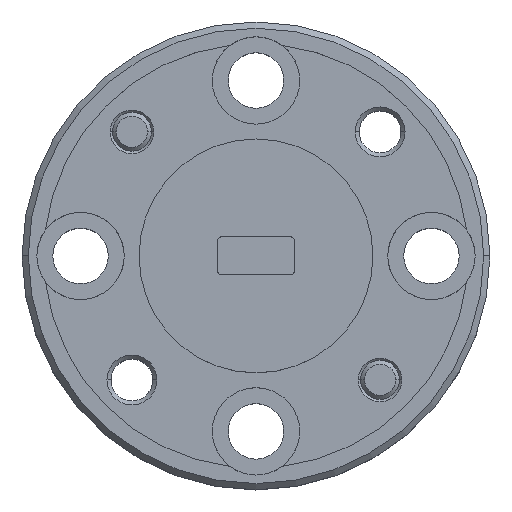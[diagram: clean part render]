
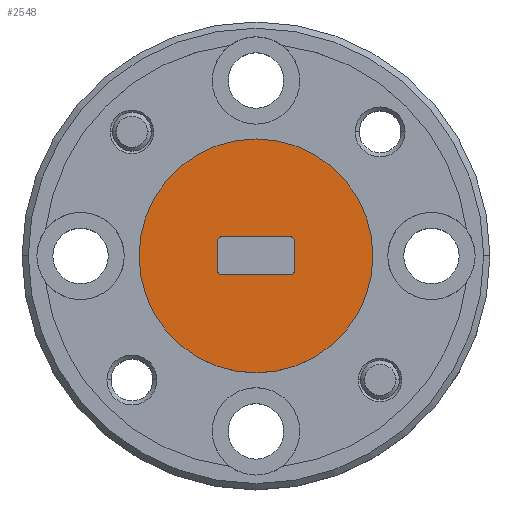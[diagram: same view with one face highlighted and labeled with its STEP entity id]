
A CAD part, top view. The second image highlights one B-rep face of the part: STEP entity #2548.
In plain terms, the highlighted planar face has unit normal (0, 0, 1).
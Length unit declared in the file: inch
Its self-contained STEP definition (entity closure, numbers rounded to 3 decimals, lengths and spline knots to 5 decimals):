
#4 = PLANE ( 'NONE',  #616 ) ;
#39 = DIRECTION ( 'NONE',  ( 0., 0., 1. ) ) ;
#79 = VERTEX_POINT ( 'NONE', #3258 ) ;
#241 = CIRCLE ( 'NONE', #3231, 0.1875 ) ;
#347 = DIRECTION ( 'NONE',  ( 0., 0., -1. ) ) ;
#351 = CIRCLE ( 'NONE', #1124, 0.005 ) ;
#387 = CIRCLE ( 'NONE', #2434, 0.005 ) ;
#407 = CARTESIAN_POINT ( 'NONE',  ( 0.061, -0.0255, 0. ) ) ;
#531 = VECTOR ( 'NONE', #5201, 39.37008 ) ;
#563 = DIRECTION ( 'NONE',  ( -1., 0., 0. ) ) ;
#589 = DIRECTION ( 'NONE',  ( 0., 0., -1. ) ) ;
#616 = AXIS2_PLACEMENT_3D ( 'NONE', #1181, #780, #2911 ) ;
#645 = DIRECTION ( 'NONE',  ( 1., 0., 0. ) ) ;
#693 = AXIS2_PLACEMENT_3D ( 'NONE', #2800, #4335, #1536 ) ;
#750 = ORIENTED_EDGE ( 'NONE', *, *, #1706, .F. ) ;
#780 = DIRECTION ( 'NONE',  ( 0., 0., 1. ) ) ;
#784 = CIRCLE ( 'NONE', #3755, 0.005 ) ;
#964 = CARTESIAN_POINT ( 'NONE',  ( -0.061, -0.0305, 0. ) ) ;
#1015 = DIRECTION ( 'NONE',  ( 0., 1., 0. ) ) ;
#1124 = AXIS2_PLACEMENT_3D ( 'NONE', #3299, #347, #1979 ) ;
#1181 = CARTESIAN_POINT ( 'NONE',  ( 0., 0., 0. ) ) ;
#1276 = DIRECTION ( 'NONE',  ( 1., 0., 0. ) ) ;
#1381 = CIRCLE ( 'NONE', #1989, 0.1875 ) ;
#1383 = CARTESIAN_POINT ( 'NONE',  ( 0.061, 0.0255, 0. ) ) ;
#1429 = VERTEX_POINT ( 'NONE', #2956 ) ;
#1488 = CARTESIAN_POINT ( 'NONE',  ( -0.056, 0.0305, 0. ) ) ;
#1536 = DIRECTION ( 'NONE',  ( 1., 0., 0. ) ) ;
#1666 = CARTESIAN_POINT ( 'NONE',  ( 0.056, 0.0305, 0. ) ) ;
#1706 = EDGE_CURVE ( 'NONE', #3257, #3718, #3379, .T. ) ;
#1736 = CARTESIAN_POINT ( 'NONE',  ( 0.056, -0.0305, 0. ) ) ;
#1760 = CARTESIAN_POINT ( 'NONE',  ( 0.061, -0.0305, 0. ) ) ;
#1782 = ORIENTED_EDGE ( 'NONE', *, *, #1798, .T. ) ;
#1798 = EDGE_CURVE ( 'NONE', #3257, #1429, #351, .T. ) ;
#1979 = DIRECTION ( 'NONE',  ( 1., 0., 0. ) ) ;
#1989 = AXIS2_PLACEMENT_3D ( 'NONE', #4519, #39, #2063 ) ;
#1997 = ORIENTED_EDGE ( 'NONE', *, *, #2256, .T. ) ;
#2037 = EDGE_CURVE ( 'NONE', #3084, #3718, #3420, .T. ) ;
#2063 = DIRECTION ( 'NONE',  ( 1., 0., 0. ) ) ;
#2076 = ORIENTED_EDGE ( 'NONE', *, *, #3917, .T. ) ;
#2165 = DIRECTION ( 'NONE',  ( 1., 0., 0. ) ) ;
#2215 = CARTESIAN_POINT ( 'NONE',  ( -0.061, 0.0305, 0. ) ) ;
#2256 = EDGE_CURVE ( 'NONE', #4067, #3201, #784, .T. ) ;
#2434 = AXIS2_PLACEMENT_3D ( 'NONE', #4987, #589, #645 ) ;
#2500 = ORIENTED_EDGE ( 'NONE', *, *, #3365, .T. ) ;
#2548 = ADVANCED_FACE ( 'NONE', ( #4079, #2836 ), #4, .T. ) ;
#2571 = CARTESIAN_POINT ( 'NONE',  ( 0., 0., 0. ) ) ;
#2609 = EDGE_LOOP ( 'NONE', ( #2076, #2500 ) ) ;
#2723 = VERTEX_POINT ( 'NONE', #5081 ) ;
#2750 = CARTESIAN_POINT ( 'NONE',  ( -0.056, -0.0305, 0. ) ) ;
#2800 = CARTESIAN_POINT ( 'NONE',  ( 0.056, -0.0255, 0. ) ) ;
#2812 = VERTEX_POINT ( 'NONE', #1666 ) ;
#2836 = FACE_OUTER_BOUND ( 'NONE', #2609, .T. ) ;
#2911 = DIRECTION ( 'NONE',  ( 1., 0., 0. ) ) ;
#2956 = CARTESIAN_POINT ( 'NONE',  ( -0.061, -0.0255, 0. ) ) ;
#3046 = LINE ( 'NONE', #964, #531 ) ;
#3084 = VERTEX_POINT ( 'NONE', #407 ) ;
#3101 = LINE ( 'NONE', #1760, #5037 ) ;
#3201 = VERTEX_POINT ( 'NONE', #1488 ) ;
#3231 = AXIS2_PLACEMENT_3D ( 'NONE', #2571, #4120, #4969 ) ;
#3257 = VERTEX_POINT ( 'NONE', #2750 ) ;
#3258 = CARTESIAN_POINT ( 'NONE',  ( -0.1875, 0., 0. ) ) ;
#3299 = CARTESIAN_POINT ( 'NONE',  ( -0.056, -0.0255, 0. ) ) ;
#3365 = EDGE_CURVE ( 'NONE', #79, #2723, #241, .T. ) ;
#3379 = LINE ( 'NONE', #4998, #3589 ) ;
#3420 = CIRCLE ( 'NONE', #693, 0.005 ) ;
#3589 = VECTOR ( 'NONE', #1276, 39.37008 ) ;
#3667 = ORIENTED_EDGE ( 'NONE', *, *, #3990, .F. ) ;
#3718 = VERTEX_POINT ( 'NONE', #1736 ) ;
#3730 = ORIENTED_EDGE ( 'NONE', *, *, #2037, .T. ) ;
#3743 = EDGE_LOOP ( 'NONE', ( #4162, #4718, #3667, #3730, #750, #1782, #4679, #1997 ) ) ;
#3755 = AXIS2_PLACEMENT_3D ( 'NONE', #4676, #5041, #2165 ) ;
#3917 = EDGE_CURVE ( 'NONE', #2723, #79, #1381, .T. ) ;
#3990 = EDGE_CURVE ( 'NONE', #3084, #4397, #3101, .T. ) ;
#4067 = VERTEX_POINT ( 'NONE', #5013 ) ;
#4079 = FACE_BOUND ( 'NONE', #3743, .T. ) ;
#4088 = EDGE_CURVE ( 'NONE', #4067, #1429, #3046, .T. ) ;
#4120 = DIRECTION ( 'NONE',  ( 0., 0., 1. ) ) ;
#4162 = ORIENTED_EDGE ( 'NONE', *, *, #4758, .F. ) ;
#4335 = DIRECTION ( 'NONE',  ( 0., 0., -1. ) ) ;
#4397 = VERTEX_POINT ( 'NONE', #1383 ) ;
#4519 = CARTESIAN_POINT ( 'NONE',  ( 0., 0., 0. ) ) ;
#4672 = LINE ( 'NONE', #2215, #4977 ) ;
#4676 = CARTESIAN_POINT ( 'NONE',  ( -0.056, 0.0255, 0. ) ) ;
#4679 = ORIENTED_EDGE ( 'NONE', *, *, #4088, .F. ) ;
#4706 = EDGE_CURVE ( 'NONE', #2812, #4397, #387, .T. ) ;
#4718 = ORIENTED_EDGE ( 'NONE', *, *, #4706, .T. ) ;
#4758 = EDGE_CURVE ( 'NONE', #2812, #3201, #4672, .T. ) ;
#4969 = DIRECTION ( 'NONE',  ( 1., 0., 0. ) ) ;
#4977 = VECTOR ( 'NONE', #563, 39.37008 ) ;
#4987 = CARTESIAN_POINT ( 'NONE',  ( 0.056, 0.0255, 0. ) ) ;
#4998 = CARTESIAN_POINT ( 'NONE',  ( -0.061, -0.0305, 0. ) ) ;
#5013 = CARTESIAN_POINT ( 'NONE',  ( -0.061, 0.0255, 0. ) ) ;
#5037 = VECTOR ( 'NONE', #1015, 39.37008 ) ;
#5041 = DIRECTION ( 'NONE',  ( 0., 0., -1. ) ) ;
#5081 = CARTESIAN_POINT ( 'NONE',  ( 0.1875, 0., 0. ) ) ;
#5201 = DIRECTION ( 'NONE',  ( 0., -1., 0. ) ) ;
